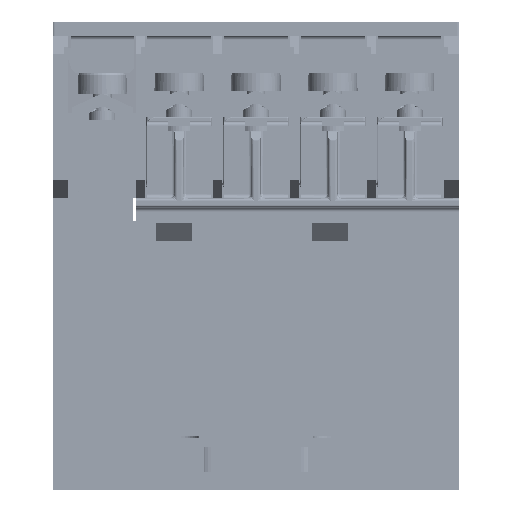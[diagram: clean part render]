
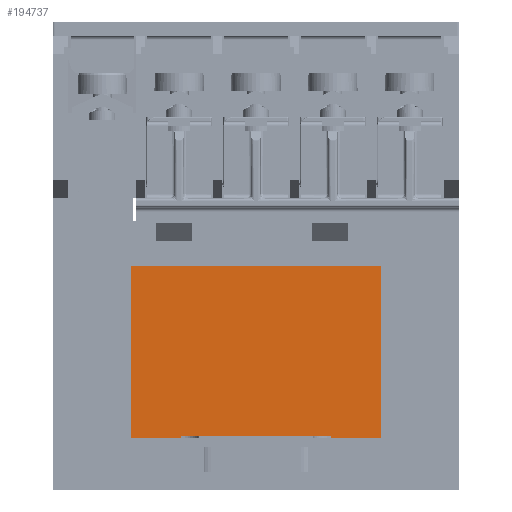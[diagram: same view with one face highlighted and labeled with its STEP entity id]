
A CAD part, front view. The second image highlights one B-rep face of the part: STEP entity #194737.
In plain terms, the highlighted planar face has unit normal (0, -1, 0).
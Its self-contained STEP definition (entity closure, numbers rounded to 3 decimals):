
#194640=CARTESIAN_POINT('',(-8.25,-22.175,-12.25));
#194641=VERTEX_POINT('',#194640);
#194657=CARTESIAN_POINT('',(-8.25,-22.175,-12.));
#194658=VERTEX_POINT('',#194657);
#194666=CARTESIAN_POINT('',(-8.25,-22.175,-12.));
#194667=DIRECTION('',(0.0,0.0,-1.0));
#194668=VECTOR('',#194667,0.25);
#194669=LINE('',#194666,#194668);
#194670=EDGE_CURVE('',#194658,#194641,#194669,.T.);
#194675=CARTESIAN_POINT('',(0.,-22.175,-3.75));
#194676=DIRECTION('',(0.0,1.0,0.0));
#194677=DIRECTION('',(0.0,0.0,1.0));
#194678=AXIS2_PLACEMENT_3D('',#194675,#194676,#194677);
#194679=PLANE('',#194678);
#194680=ORIENTED_EDGE('',*,*,#194670,.F.);
#194681=CARTESIAN_POINT('',(8.25,-22.175,-12.));
#194682=VERTEX_POINT('',#194681);
#194683=CARTESIAN_POINT('',(-8.25,-22.175,-12.));
#194684=DIRECTION('',(1.0,0.0,0.0));
#194685=VECTOR('',#194684,16.5);
#194686=LINE('',#194683,#194685);
#194687=EDGE_CURVE('',#194658,#194682,#194686,.T.);
#194688=ORIENTED_EDGE('',*,*,#194687,.T.);
#194689=CARTESIAN_POINT('',(8.25,-22.175,-12.25));
#194690=VERTEX_POINT('',#194689);
#194691=CARTESIAN_POINT('',(8.25,-22.175,-12.25));
#194692=DIRECTION('',(0.0,0.0,1.0));
#194693=VECTOR('',#194692,0.25);
#194694=LINE('',#194691,#194693);
#194695=EDGE_CURVE('',#194690,#194682,#194694,.T.);
#194696=ORIENTED_EDGE('',*,*,#194695,.F.);
#194697=CARTESIAN_POINT('',(13.875,-22.175,-12.25));
#194698=VERTEX_POINT('',#194697);
#194699=CARTESIAN_POINT('',(8.25,-22.175,-12.25));
#194700=DIRECTION('',(1.0,0.0,0.0));
#194701=VECTOR('',#194700,5.625);
#194702=LINE('',#194699,#194701);
#194703=EDGE_CURVE('',#194690,#194698,#194702,.T.);
#194704=ORIENTED_EDGE('',*,*,#194703,.T.);
#194705=CARTESIAN_POINT('',(13.875,-22.175,6.75));
#194706=VERTEX_POINT('',#194705);
#194707=CARTESIAN_POINT('',(13.875,-22.175,-12.25));
#194708=DIRECTION('',(0.0,0.0,1.0));
#194709=VECTOR('',#194708,19.0);
#194710=LINE('',#194707,#194709);
#194711=EDGE_CURVE('',#194698,#194706,#194710,.T.);
#194712=ORIENTED_EDGE('',*,*,#194711,.T.);
#194713=CARTESIAN_POINT('',(-13.875,-22.175,6.75));
#194714=VERTEX_POINT('',#194713);
#194715=CARTESIAN_POINT('',(-13.875,-22.175,6.75));
#194716=DIRECTION('',(1.0,0.0,0.0));
#194717=VECTOR('',#194716,27.75);
#194718=LINE('',#194715,#194717);
#194719=EDGE_CURVE('',#194714,#194706,#194718,.T.);
#194720=ORIENTED_EDGE('',*,*,#194719,.F.);
#194721=CARTESIAN_POINT('',(-13.875,-22.175,-12.25));
#194722=VERTEX_POINT('',#194721);
#194723=CARTESIAN_POINT('',(-13.875,-22.175,6.75));
#194724=DIRECTION('',(0.0,0.0,-1.0));
#194725=VECTOR('',#194724,19.);
#194726=LINE('',#194723,#194725);
#194727=EDGE_CURVE('',#194714,#194722,#194726,.T.);
#194728=ORIENTED_EDGE('',*,*,#194727,.T.);
#194729=CARTESIAN_POINT('',(-13.875,-22.175,-12.25));
#194730=DIRECTION('',(1.0,0.0,0.0));
#194731=VECTOR('',#194730,5.625);
#194732=LINE('',#194729,#194731);
#194733=EDGE_CURVE('',#194722,#194641,#194732,.T.);
#194734=ORIENTED_EDGE('',*,*,#194733,.T.);
#194735=EDGE_LOOP('',(#194680,#194688,#194696,#194704,#194712,#194720,#194728,#194734));
#194736=FACE_OUTER_BOUND('',#194735,.T.);
#194737=ADVANCED_FACE('',(#194736),#194679,.F.);
